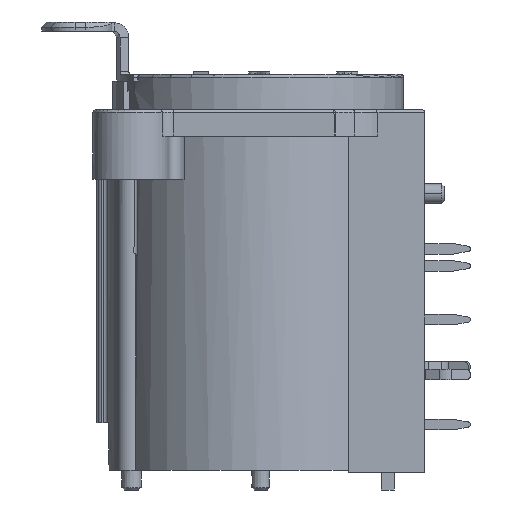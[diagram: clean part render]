
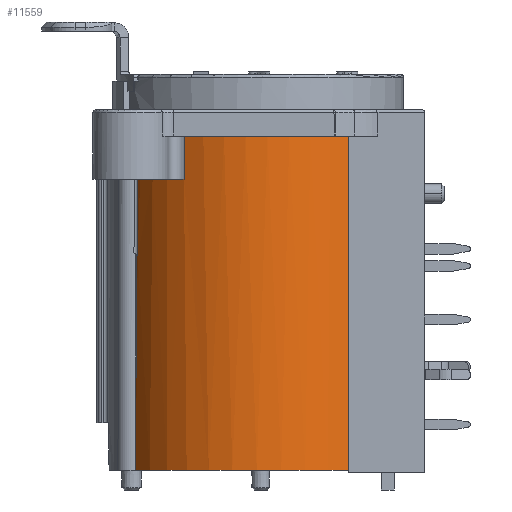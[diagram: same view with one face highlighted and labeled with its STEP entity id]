
A CAD part, left-side view. The second image highlights one B-rep face of the part: STEP entity #11559.
In plain terms, the highlighted cylindrical face has radius 10.9 mm (diameter 21.8 mm), a partial arc.
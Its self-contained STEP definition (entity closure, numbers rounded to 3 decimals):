
#266=CARTESIAN_POINT('',(12.8,14.,-8.2));
#267=DIRECTION('',(0.,0.,-1.));
#268=DIRECTION('',(-0.844,0.537,0.));
#269=AXIS2_PLACEMENT_3D('',#266,#267,#268);
#344=CARTESIAN_POINT('',(7.249,23.38,-14.));
#345=CARTESIAN_POINT('',(7.244,23.378,-12.997));
#346=CARTESIAN_POINT('',(7.235,23.372,-10.984));
#347=CARTESIAN_POINT('',(7.221,23.364,-7.922));
#348=CARTESIAN_POINT('',(7.211,23.358,-5.906));
#349=CARTESIAN_POINT('',(7.206,23.355,-4.9));
#351=DIRECTION('',(0.,0.,-1.));
#352=VECTOR('',#351,3.3);
#353=CARTESIAN_POINT('',(6.952,23.198,-4.9));
#354=LINE('',#353,#352);
#355=CARTESIAN_POINT('',(12.8,14.,-4.9));
#356=DIRECTION('',(0.,0.,1.));
#357=DIRECTION('',(-0.844,0.537,0.));
#358=AXIS2_PLACEMENT_3D('',#355,#356,#357);
#4799=CARTESIAN_POINT('',(12.8,14.,-30.393));
#4800=DIRECTION('',(0.,0.,1.));
#4801=DIRECTION('',(-0.488,0.873,0.));
#4802=AXIS2_PLACEMENT_3D('',#4799,#4800,#4801);
#4860=DIRECTION('',(0.,0.,1.));
#4861=VECTOR('',#4860,25.493);
#4862=CARTESIAN_POINT('',(4.2,7.303,-30.393));
#4863=LINE('',#4862,#4861);
#4951=DIRECTION('',(0.,0.,-1.));
#4952=VECTOR('',#4951,3.3);
#4953=CARTESIAN_POINT('',(3.602,19.848,-4.9));
#4954=LINE('',#4953,#4952);
#6470=CARTESIAN_POINT('',(12.8,14.,-4.9));
#6471=DIRECTION('',(0.,0.,-1.));
#6472=DIRECTION('',(-0.537,0.844,0.));
#6473=AXIS2_PLACEMENT_3D('',#6470,#6471,#6472);
#6533=CARTESIAN_POINT('',(7.249,23.38,-14.));
#6534=CARTESIAN_POINT('',(7.25,23.381,-14.));
#6535=CARTESIAN_POINT('',(7.252,23.382,-14.));
#6536=CARTESIAN_POINT('',(7.255,23.384,-14.));
#6537=CARTESIAN_POINT('',(7.256,23.385,-14.));
#6538=CARTESIAN_POINT('',(7.257,23.385,-14.));
#6565=CARTESIAN_POINT('',(12.8,14.,-14.));
#6566=DIRECTION('',(0.,0.,1.));
#6567=DIRECTION('',(-0.493,0.87,0.));
#6568=AXIS2_PLACEMENT_3D('',#6565,#6566,#6567);
#6576=CARTESIAN_POINT('',(7.505,23.527,-30.393));
#6577=CARTESIAN_POINT('',(7.48,23.514,-24.929));
#6578=CARTESIAN_POINT('',(7.455,23.499,-19.464));
#6579=CARTESIAN_POINT('',(7.43,23.485,-14.));
#6585=CARTESIAN_POINT('',(12.8,14.,-30.393));
#6586=DIRECTION('',(0.,0.,1.));
#6587=DIRECTION('',(-0.486,0.874,0.));
#6588=AXIS2_PLACEMENT_3D('',#6585,#6586,#6587);
#9512=CARTESIAN_POINT('',(6.952,23.198,-4.9));
#9513=CARTESIAN_POINT('',(7.206,23.355,-4.9));
#9514=VERTEX_POINT('',#9512);
#9515=VERTEX_POINT('',#9513);
#9533=CARTESIAN_POINT('',(6.952,23.198,-8.2));
#9534=VERTEX_POINT('',#9533);
#9535=CARTESIAN_POINT('',(3.602,19.848,-8.2));
#9536=VERTEX_POINT('',#9535);
#9537=CARTESIAN_POINT('',(3.602,19.848,-4.9));
#9538=VERTEX_POINT('',#9537);
#10967=CARTESIAN_POINT('',(7.43,23.485,
-14.));
#10968=CARTESIAN_POINT('',(7.257,23.385,
-14.));
#10969=VERTEX_POINT('',#10967);
#10970=VERTEX_POINT('',#10968);
#10971=VERTEX_POINT('',#6533);
#10972=VERTEX_POINT('',#6576);
#10973=CARTESIAN_POINT('',(7.486,23.517,
-30.393));
#10974=VERTEX_POINT('',#10973);
#11085=CARTESIAN_POINT('',(4.2,7.303,
-30.393));
#11087=VERTEX_POINT('',#11085);
#11096=CARTESIAN_POINT('',(4.2,7.303,
-4.9));
#11097=VERTEX_POINT('',#11096);
#11530=CARTESIAN_POINT('',(12.8,14.,-8.9));
#11531=DIRECTION('',(0.,0.,-1.));
#11532=DIRECTION('',(-1.,0.,0.));
#11533=AXIS2_PLACEMENT_3D('',#11530,#11531,#11532);
#11534=CYLINDRICAL_SURFACE('',#11533,10.9);
#11536=ORIENTED_EDGE('',*,*,#11535,.F.);
#11538=ORIENTED_EDGE('',*,*,#11537,.F.);
#11540=ORIENTED_EDGE('',*,*,#11539,.F.);
#11542=ORIENTED_EDGE('',*,*,#11541,.T.);
#11544=ORIENTED_EDGE('',*,*,#11543,.T.);
#11546=ORIENTED_EDGE('',*,*,#11545,.F.);
#11548=ORIENTED_EDGE('',*,*,#11547,.T.);
#11550=ORIENTED_EDGE('',*,*,#11549,.F.);
#11551=ORIENTED_EDGE('',*,*,#11424,.T.);
#11552=ORIENTED_EDGE('',*,*,#11406,.F.);
#11554=ORIENTED_EDGE('',*,*,#11553,.F.);
#11556=ORIENTED_EDGE('',*,*,#11555,.T.);
#11557=EDGE_LOOP('',(#11536,#11538,#11540,#11542,#11544,#11546,#11548,#11550,
#11551,#11552,#11554,#11556));
#11558=FACE_OUTER_BOUND('',#11557,.F.);
#270=CIRCLE('',#269,10.9);
#350=B_SPLINE_CURVE_WITH_KNOTS('',3,(#344,#345,#346,#347,#348,#349),
.UNSPECIFIED.,.F.,.F.,(4,1,1,4),(0.,0.333,0.667,1.),
.UNSPECIFIED.);
#359=CIRCLE('',#358,10.9);
#4803=CIRCLE('',#4802,10.9);
#6474=CIRCLE('',#6473,10.9);
#6539=B_SPLINE_CURVE_WITH_KNOTS('',3,(#6533,#6534,#6535,#6536,#6537,#6538),
.UNSPECIFIED.,.F.,.F.,(4,1,1,4),(0.,0.333,0.667,1.),
.UNSPECIFIED.);
#6569=CIRCLE('',#6568,10.9);
#6580=B_SPLINE_CURVE_WITH_KNOTS('',3,(#6576,#6577,#6578,#6579),.UNSPECIFIED.,
.F.,.F.,(4,4),(0.,1.),.UNSPECIFIED.);
#6589=CIRCLE('',#6588,10.9);
#11406=EDGE_CURVE('',#9536,#9534,#270,.T.);
#11424=EDGE_CURVE('',#9514,#9534,#354,.T.);
#11535=EDGE_CURVE('',#11087,#11097,#4863,.T.);
#11537=EDGE_CURVE('',#10974,#11087,#4803,.T.);
#11539=EDGE_CURVE('',#10972,#10974,#6589,.T.);
#11541=EDGE_CURVE('',#10972,#10969,#6580,.T.);
#11543=EDGE_CURVE('',#10969,#10970,#6569,.T.);
#11545=EDGE_CURVE('',#10971,#10970,#6539,.T.);
#11547=EDGE_CURVE('',#10971,#9515,#350,.T.);
#11549=EDGE_CURVE('',#9514,#9515,#6474,.T.);
#11553=EDGE_CURVE('',#9538,#9536,#4954,.T.);
#11555=EDGE_CURVE('',#9538,#11097,#359,.T.);
#11559=ADVANCED_FACE('',(#11558),#11534,.T.);
